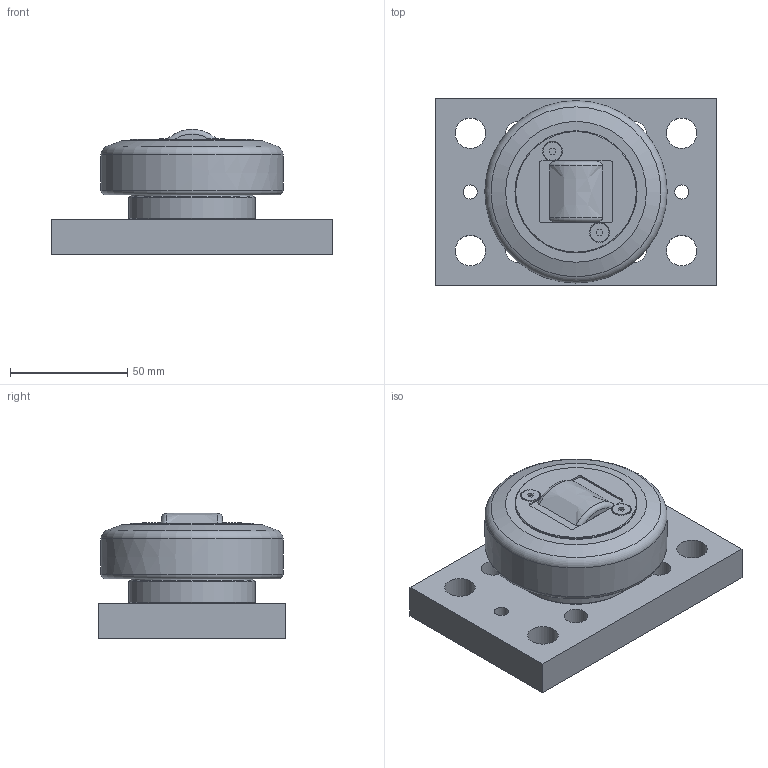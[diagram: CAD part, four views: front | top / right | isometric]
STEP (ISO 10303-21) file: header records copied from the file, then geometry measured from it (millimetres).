
FILE_DESCRIPTION(/* description */ ('-','CAx-IF Rec.Pracs.---Representation and Presentation of Product Manufacturing Information (PMI)---4.0---2014-10-13'),/* implementation_level */ '2;1');
FILE_NAME(/* name */ '359bcbf1-de89-423d-b8c2-ffce65e5721c.stp',/* time_stamp */ '2020-04-01T16:31:21+02:00',/* author */ ('-'),/* organization */ ('NTI CADcenter A/S'),/* preprocessor_version */ 'ST-DEVELOPER v18',/* originating_system */ 'Autodesk Inventor 2020',/* authorisation */ '-');
FILE_SCHEMA (('AP242_MANAGED_MODEL_BASED_3D_ENGINEERING_MIM_LF { 1 0 10303 442 1 1 4 }'));
Length unit declared in the file: millimetre
Products named in the file (1): TR 080.0350 BR1100_Kontur
Bounding box: 120 x 80 x 53.5 mm (x, y, z)
Volume: 258896.2 mm3; surface area: 40576.4 mm2
Topology: 1 solids, 1 shells, 71 faces, 191 edges, 131 vertices
Faces by surface type: plane 36, cylinder 22, cone 7, torus 4, bspline 2
Full cylindrical faces by diameter (mm): 6 x2, 7.8 x2, 10.106 x4, 13 x4, 40 x1, 52 x2, 54 x1
Entity records: 2420 total; most frequent: CARTESIAN_POINT 486, DIRECTION 405, ORIENTED_EDGE 382, EDGE_CURVE 191, AXIS2_PLACEMENT_3D 153, VERTEX_POINT 131, EDGE_LOOP 100, LINE 99
